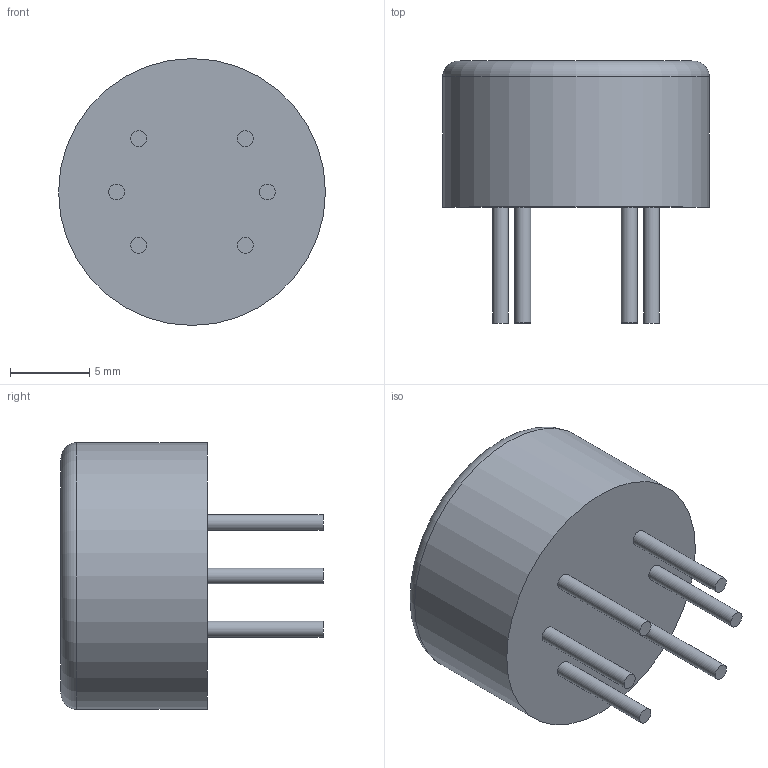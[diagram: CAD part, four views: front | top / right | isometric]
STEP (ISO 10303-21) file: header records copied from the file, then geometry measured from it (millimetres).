
FILE_DESCRIPTION(/* description */ (''),/* implementation_level */ '2;1');
FILE_NAME(/* name */ 'mq-7.stp',/* time_stamp */ '2017-10-17T21:12:07+06:00',/* author */ ('User'),/* organization */ (''),/* preprocessor_version */ 'ST-DEVELOPER v16.5',/* originating_system */ 'Autodesk Inventor 2017',/* authorisation */ '');
FILE_SCHEMA (('AUTOMOTIVE_DESIGN { 1 0 10303 214 3 1 1 }'));
Length unit declared in the file: millimetre
Products named in the file (1): mq-7
Bounding box: 16.8 x 16.5 x 16.8 mm (x, y, z)
Volume: 2003.8 mm3; surface area: 1067 mm2
Topology: 1 solids, 1 shells, 18 faces, 26 edges, 17 vertices
Faces by surface type: plane 9, cylinder 8, torus 1
Full cylindrical faces by diameter (mm): 1 x6, 10 x1, 16.8 x1
Entity records: 416 total; most frequent: DIRECTION 72, CARTESIAN_POINT 53, AXIS2_PLACEMENT_3D 36, EDGE_LOOP 34, ORIENTED_EDGE 34, FACE_OUTER_BOUND 18, STYLED_ITEM 18, ADVANCED_FACE 18
